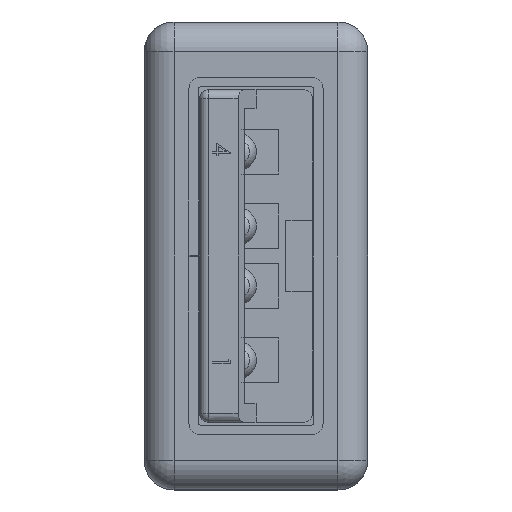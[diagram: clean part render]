
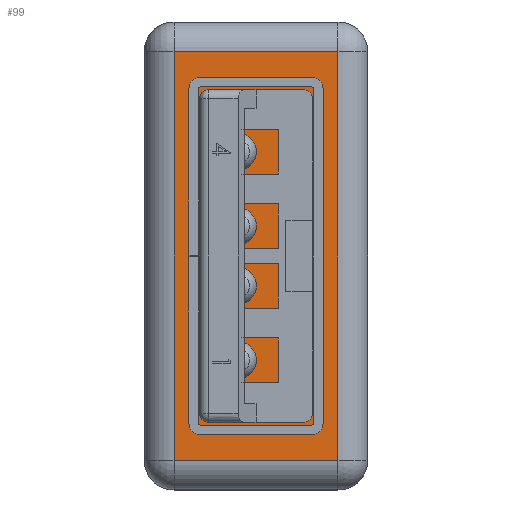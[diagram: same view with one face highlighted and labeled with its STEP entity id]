
A CAD part, front view. The second image highlights one B-rep face of the part: STEP entity #99.
In plain terms, the highlighted face is planar.
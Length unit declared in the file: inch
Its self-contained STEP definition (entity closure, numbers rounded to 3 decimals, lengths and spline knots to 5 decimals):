
#99 = ADVANCED_FACE ( 'NONE', ( #3719 ), #3733, .F. ) ;
#883 = LINE ( 'NONE', #12009, #902 ) ;
#897 = LINE ( 'NONE', #12015, #900 ) ;
#900 = VECTOR ( 'NONE', #12017, 39.37008 ) ;
#901 = LINE ( 'NONE', #12019, #904 ) ;
#902 = VECTOR ( 'NONE', #12018, 39.37008 ) ;
#903 = LINE ( 'NONE', #12021, #906 ) ;
#904 = VECTOR ( 'NONE', #12020, 39.37008 ) ;
#906 = VECTOR ( 'NONE', #12022, 39.37008 ) ;
#2846 = CARTESIAN_POINT ( 'NONE',  ( 0.26969, 0.10827, 0. ) ) ;
#2854 = CARTESIAN_POINT ( 'NONE',  ( -0.26969, 0.10827, 0. ) ) ;
#2863 = CARTESIAN_POINT ( 'NONE',  ( 0.26969, -0.10827, 0. ) ) ;
#2864 = CARTESIAN_POINT ( 'NONE',  ( -0.26969, -0.10827, 0. ) ) ;
#3719 = FACE_OUTER_BOUND ( 'NONE', #22384, .T. ) ;
#3733 = PLANE ( 'NONE',  #15616 ) ;
#3868 = DIRECTION ( 'NONE',  ( 0., 0., 1. ) ) ;
#4194 = DIRECTION ( 'NONE',  ( 1., 0., 0. ) ) ;
#4308 = CARTESIAN_POINT ( 'NONE',  ( -0.30906, 0.14764, 0. ) ) ;
#8743 = EDGE_CURVE ( 'NONE', #14488, #14480, #897, .T. ) ;
#8744 = EDGE_CURVE ( 'NONE', #14480, #14497, #883, .T. ) ;
#8745 = EDGE_CURVE ( 'NONE', #14497, #14498, #901, .T. ) ;
#8746 = EDGE_CURVE ( 'NONE', #14498, #14488, #903, .T. ) ;
#12009 = CARTESIAN_POINT ( 'NONE',  ( 0.26969, 0.14764, 0. ) ) ;
#12015 = CARTESIAN_POINT ( 'NONE',  ( 0.30906, 0.10827, 0. ) ) ;
#12017 = DIRECTION ( 'NONE',  ( 1., 0., 0. ) ) ;
#12018 = DIRECTION ( 'NONE',  ( 0., -1., 0. ) ) ;
#12019 = CARTESIAN_POINT ( 'NONE',  ( -0.30906, -0.10827, 0. ) ) ;
#12020 = DIRECTION ( 'NONE',  ( -1., 0., 0. ) ) ;
#12021 = CARTESIAN_POINT ( 'NONE',  ( -0.26969, 0.14764, 0. ) ) ;
#12022 = DIRECTION ( 'NONE',  ( 0., 1., 0. ) ) ;
#14480 = VERTEX_POINT ( 'NONE', #2846 ) ;
#14488 = VERTEX_POINT ( 'NONE', #2854 ) ;
#14497 = VERTEX_POINT ( 'NONE', #2863 ) ;
#14498 = VERTEX_POINT ( 'NONE', #2864 ) ;
#15616 = AXIS2_PLACEMENT_3D ( 'NONE', #4308, #3868, #4194 ) ;
#18208 = ORIENTED_EDGE ( 'NONE', *, *, #8746, .T. ) ;
#18209 = ORIENTED_EDGE ( 'NONE', *, *, #8743, .T. ) ;
#18210 = ORIENTED_EDGE ( 'NONE', *, *, #8745, .T. ) ;
#18222 = ORIENTED_EDGE ( 'NONE', *, *, #8744, .T. ) ;
#22384 = EDGE_LOOP ( 'NONE', ( #18209, #18222, #18210, #18208 ) ) ;
